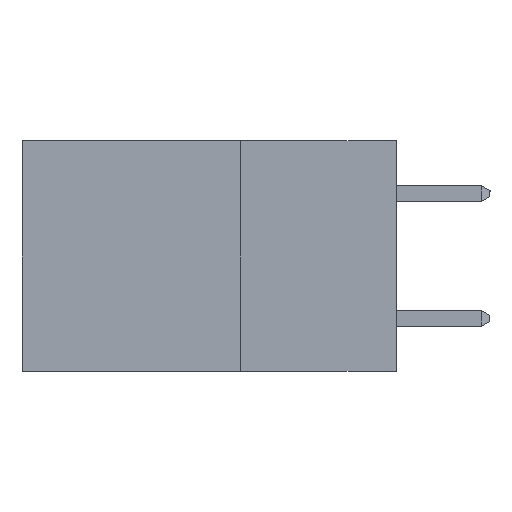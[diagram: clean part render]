
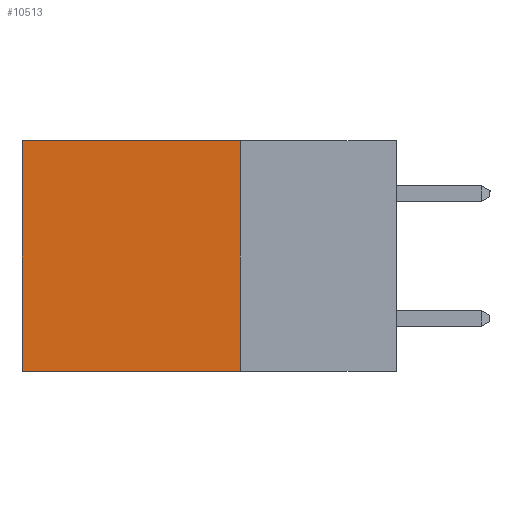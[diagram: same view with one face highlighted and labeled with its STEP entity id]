
A CAD part, left-side view. The second image highlights one B-rep face of the part: STEP entity #10513.
In plain terms, the highlighted planar face has unit normal (-1, 0, 0).
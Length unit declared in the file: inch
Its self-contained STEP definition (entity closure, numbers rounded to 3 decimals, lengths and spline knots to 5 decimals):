
#44 = DIRECTION ( 'NONE',  ( 0., 0., -1. ) ) ;
#1147 = CARTESIAN_POINT ( 'NONE',  ( 0.2615, 0.25, -0.37 ) ) ;
#1727 = DIRECTION ( 'NONE',  ( 0., 0., -1. ) ) ;
#2521 = LINE ( 'NONE', #10148, #6892 ) ;
#2650 = DIRECTION ( 'NONE',  ( 0., 1., 0. ) ) ;
#2886 = VERTEX_POINT ( 'NONE', #8574 ) ;
#3019 = LINE ( 'NONE', #4761, #7938 ) ;
#3202 = VERTEX_POINT ( 'NONE', #6667 ) ;
#3247 = ORIENTED_EDGE ( 'NONE', *, *, #5104, .T. ) ;
#3535 = CARTESIAN_POINT ( 'NONE',  ( 0.2615, 0.6, 0. ) ) ;
#4212 = ORIENTED_EDGE ( 'NONE', *, *, #5127, .F. ) ;
#4243 = ORIENTED_EDGE ( 'NONE', *, *, #12222, .F. ) ;
#4601 = CARTESIAN_POINT ( 'NONE',  ( 0.2615, 0.6, -0.37 ) ) ;
#4761 = CARTESIAN_POINT ( 'NONE',  ( 0.2615, 0.25, -0.37 ) ) ;
#5104 = EDGE_CURVE ( 'NONE', #3202, #7359, #6267, .T. ) ;
#5127 = EDGE_CURVE ( 'NONE', #2886, #11722, #2521, .T. ) ;
#5250 = DIRECTION ( 'NONE',  ( 0., 1., 0. ) ) ;
#6210 = CARTESIAN_POINT ( 'NONE',  ( 0.2615, 0.25, 0. ) ) ;
#6267 = LINE ( 'NONE', #6210, #7894 ) ;
#6606 = VECTOR ( 'NONE', #1727, 39.37008 ) ;
#6667 = CARTESIAN_POINT ( 'NONE',  ( 0.2615, 0.25, 0. ) ) ;
#6717 = DIRECTION ( 'NONE',  ( 1., 0., 0. ) ) ;
#6892 = VECTOR ( 'NONE', #5250, 39.37008 ) ;
#7359 = VERTEX_POINT ( 'NONE', #3535 ) ;
#7847 = DIRECTION ( 'NONE',  ( 0., 0., -1. ) ) ;
#7866 = EDGE_LOOP ( 'NONE', ( #9517, #4212, #4243, #3247 ) ) ;
#7894 = VECTOR ( 'NONE', #2650, 39.37008 ) ;
#7938 = VECTOR ( 'NONE', #44, 39.37008 ) ;
#8574 = CARTESIAN_POINT ( 'NONE',  ( 0.2615, 0.25, -0.37 ) ) ;
#9241 = LINE ( 'NONE', #4601, #6606 ) ;
#9517 = ORIENTED_EDGE ( 'NONE', *, *, #9932, .T. ) ;
#9650 = PLANE ( 'NONE',  #11125 ) ;
#9710 = FACE_OUTER_BOUND ( 'NONE', #7866, .T. ) ;
#9932 = EDGE_CURVE ( 'NONE', #7359, #11722, #9241, .T. ) ;
#10148 = CARTESIAN_POINT ( 'NONE',  ( 0.2615, 0.25, -0.37 ) ) ;
#10288 = CARTESIAN_POINT ( 'NONE',  ( 0.2615, 0.6, -0.37 ) ) ;
#10513 = ADVANCED_FACE ( 'NONE', ( #9710 ), #9650, .F. ) ;
#11125 = AXIS2_PLACEMENT_3D ( 'NONE', #1147, #6717, #7847 ) ;
#11722 = VERTEX_POINT ( 'NONE', #10288 ) ;
#12222 = EDGE_CURVE ( 'NONE', #3202, #2886, #3019, .T. ) ;
